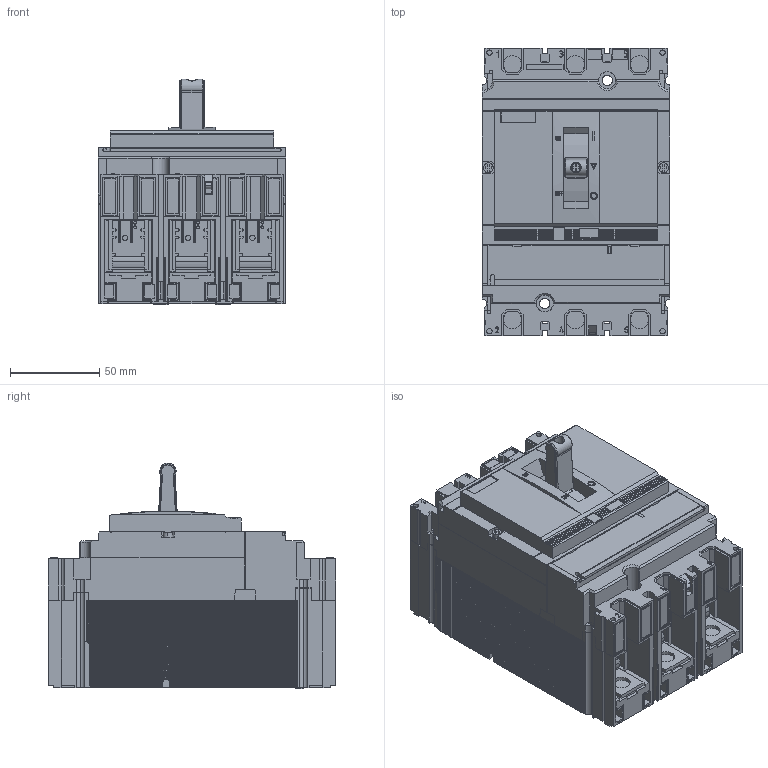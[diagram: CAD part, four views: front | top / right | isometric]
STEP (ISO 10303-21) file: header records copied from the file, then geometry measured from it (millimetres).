
FILE_DESCRIPTION (( 'STEP AP203' ), '1' );
FILE_NAME ('mccb99C-250-200(225-250).ÃÌ Âûêëþ÷àòåëü àâòîìàòè÷åñêèé ÂÀ-99C 3P.STEP', '2025-03-20T08:22:53', ( '' ), ( '' ), 'SwSTEP 2.0', 'SolidWorks 2021', '' );
FILE_SCHEMA (( 'CONFIG_CONTROL_DESIGN' ));
Products named in the file (1): mccb99C-250-200(225-250).ÃÌ Âûêëþ÷àòåëü àâòîìàòè÷åñêèé ÂÀ-99C 3P
Bounding box: 105 x 161 x 126.39 mm (x, y, z)
Volume: 1307428.6 mm3; surface area: 167879 mm2
Topology: 40 solids, 40 shells, 2846 faces, 7786 edges, 5150 vertices
Faces by surface type: plane 1900, cylinder 667, bspline 247, cone 21, torus 11
Entity records: 98124 total; most frequent: CARTESIAN_POINT 26508, ORIENTED_EDGE 15572, DIRECTION 13727, EDGE_CURVE 7786, LINE 5831, VECTOR 5831, VERTEX_POINT 5150, AXIS2_PLACEMENT_3D 3948
